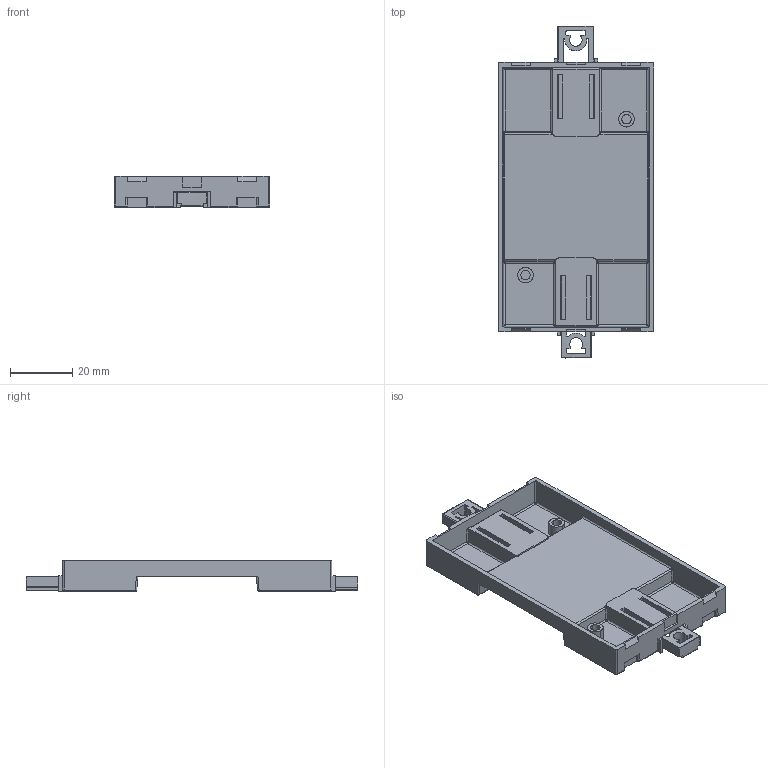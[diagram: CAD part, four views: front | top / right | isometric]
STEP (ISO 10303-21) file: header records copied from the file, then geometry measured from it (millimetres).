
FILE_DESCRIPTION(('FreeCAD Model'),'2;1');
FILE_NAME('CNMB-CB_Base_cp.step','2020-07-31T15:03:49',('kicad StepUp'),('ksu MCAD'), 'Open CASCADE STEP processor 7.4','FreeCAD','Unknown');
FILE_SCHEMA(('AUTOMOTIVE_DESIGN { 1 0 10303 214 1 1 1 1 }'));
Length unit declared in the file: millimetre
Products named in the file (1): CNMB-CB_Base_cp
Bounding box: 50.01 x 106.5 x 10 mm (x, y, z)
Volume: 1559.2 mm3; surface area: 17102.4 mm2
Topology: 2 solids, 3 shells, 546 faces, 1420 edges, 857 vertices
Faces by surface type: plane 257, cylinder 196, bspline 89, cone 4
Entity records: 25101 total; most frequent: CARTESIAN_POINT 9265, ORIENTED_EDGE 2776, DIRECTION 2024, EDGE_CURVE 1388, LINE 860, VECTOR 860, VERTEX_POINT 857, AXIS2_PLACEMENT_3D 582
